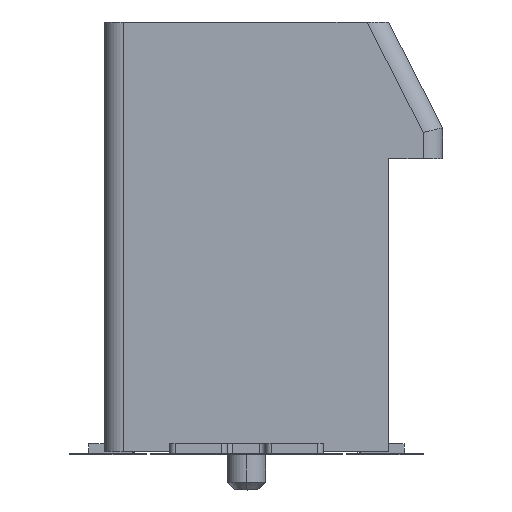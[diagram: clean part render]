
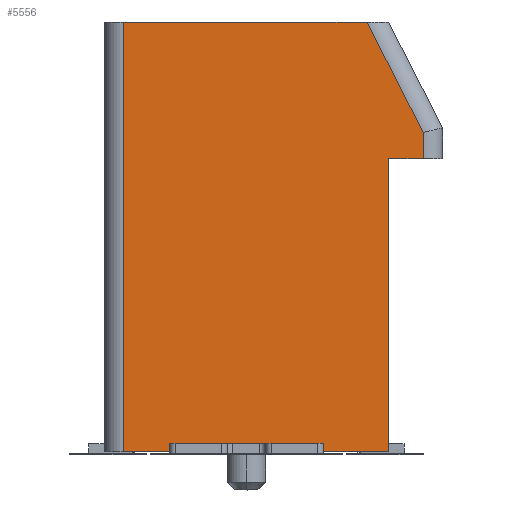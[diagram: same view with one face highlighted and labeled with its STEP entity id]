
A CAD part, left-side view. The second image highlights one B-rep face of the part: STEP entity #5556.
In plain terms, the highlighted planar face has unit normal (-1, 0, 0).
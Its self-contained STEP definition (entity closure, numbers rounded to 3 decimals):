
#5556=ADVANCED_FACE('',(#8209),#6910,.F.);
#6910=PLANE('',#28518);
#8209=FACE_OUTER_BOUND('',#9625,.T.);
#9625=EDGE_LOOP('',(#12199,#12200,#12201,#12202,#12203,#12204,#12205,#12206,
#12207,#12208,#12209));
#12199=ORIENTED_EDGE('',*,*,#20038,.F.);
#12200=ORIENTED_EDGE('',*,*,#19500,.T.);
#12201=ORIENTED_EDGE('',*,*,#19472,.T.);
#12202=ORIENTED_EDGE('',*,*,#20039,.F.);
#12203=ORIENTED_EDGE('',*,*,#20040,.T.);
#12204=ORIENTED_EDGE('',*,*,#20041,.T.);
#12205=ORIENTED_EDGE('',*,*,#19377,.T.);
#12206=ORIENTED_EDGE('',*,*,#20037,.T.);
#12207=ORIENTED_EDGE('',*,*,#19517,.T.);
#12208=ORIENTED_EDGE('',*,*,#20042,.T.);
#12209=ORIENTED_EDGE('',*,*,#20043,.F.);
#17249=VERTEX_POINT('',#36248);
#17250=VERTEX_POINT('',#36250);
#17324=VERTEX_POINT('',#36423);
#17325=VERTEX_POINT('',#36425);
#17346=VERTEX_POINT('',#36475);
#17362=VERTEX_POINT('',#36507);
#17363=VERTEX_POINT('',#36509);
#17743=VERTEX_POINT('',#37633);
#17744=VERTEX_POINT('',#37635);
#17745=VERTEX_POINT('',#37637);
#17746=VERTEX_POINT('',#37640);
#19377=EDGE_CURVE('',#17250,#17249,#22505,.T.);
#19472=EDGE_CURVE('',#17325,#17324,#22599,.T.);
#19500=EDGE_CURVE('',#17346,#17325,#22627,.T.);
#19517=EDGE_CURVE('',#17363,#17362,#22638,.T.);
#20037=EDGE_CURVE('',#17249,#17363,#23085,.T.);
#20038=EDGE_CURVE('',#17346,#17743,#23086,.T.);
#20039=EDGE_CURVE('',#17744,#17324,#23087,.T.);
#20040=EDGE_CURVE('',#17744,#17745,#23088,.T.);
#20041=EDGE_CURVE('',#17745,#17250,#23089,.T.);
#20042=EDGE_CURVE('',#17362,#17746,#23090,.T.);
#20043=EDGE_CURVE('',#17743,#17746,#23091,.T.);
#22505=LINE('',#36249,#25449);
#22599=LINE('',#36424,#25543);
#22627=LINE('',#36474,#25571);
#22638=LINE('',#36508,#25582);
#23085=LINE('',#37630,#26030);
#23086=LINE('',#37632,#26031);
#23087=LINE('',#37634,#26032);
#23088=LINE('',#37636,#26033);
#23089=LINE('',#37638,#26034);
#23090=LINE('',#37639,#26035);
#23091=LINE('',#37641,#26036);
#25449=VECTOR('',#30084,1.);
#25543=VECTOR('',#30190,1.);
#25571=VECTOR('',#30220,1.);
#25582=VECTOR('',#30243,1.);
#26030=VECTOR('',#31125,1.);
#26031=VECTOR('',#31128,1.);
#26032=VECTOR('',#31129,1.);
#26033=VECTOR('',#31130,1.);
#26034=VECTOR('',#31131,1.);
#26035=VECTOR('',#31132,1.);
#26036=VECTOR('',#31133,1.);
#28518=AXIS2_PLACEMENT_3D('',#37642,#31134,#31135);
#30084=DIRECTION('',(0.,1.,0.));
#30190=DIRECTION('',(0.,0.,1.));
#30220=DIRECTION('',(0.,-1.,0.));
#30243=DIRECTION('',(0.,-1.,0.));
#31125=DIRECTION('',(0.,0.,-1.));
#31128=DIRECTION('',(0.,0.,1.));
#31129=DIRECTION('',(0.,1.,0.));
#31130=DIRECTION('',(0.,0.,1.));
#31131=DIRECTION('',(0.,0.454,0.891));
#31132=DIRECTION('',(0.,0.,1.));
#31133=DIRECTION('',(0.,1.,0.));
#31134=DIRECTION('',(1.,0.,0.));
#31135=DIRECTION('',(0.,-1.,0.));
#36248=CARTESIAN_POINT('',(-44.5,3.9,11.326));
#36249=CARTESIAN_POINT('',(-44.5,-2.439,11.326));
#36250=CARTESIAN_POINT('',(-44.5,-2.439,11.326));
#36423=CARTESIAN_POINT('',(-44.5,-3.,7.776));
#36424=CARTESIAN_POINT('',(-44.5,-3.,0.156));
#36425=CARTESIAN_POINT('',(-44.5,-3.,0.156));
#36474=CARTESIAN_POINT('',(-44.5,-1.3,0.156));
#36475=CARTESIAN_POINT('',(-44.5,-1.3,0.156));
#36507=CARTESIAN_POINT('',(-44.5,2.7,0.156));
#36508=CARTESIAN_POINT('',(-44.5,3.9,0.156));
#36509=CARTESIAN_POINT('',(-44.5,3.9,0.156));
#37630=CARTESIAN_POINT('',(-44.5,3.9,11.326));
#37632=CARTESIAN_POINT('',(-44.5,-1.3,0.156));
#37633=CARTESIAN_POINT('',(-44.5,-1.3,0.376));
#37634=CARTESIAN_POINT('',(-44.5,-3.9,7.776));
#37635=CARTESIAN_POINT('',(-44.5,-3.9,7.776));
#37636=CARTESIAN_POINT('',(-44.5,-3.9,7.776));
#37637=CARTESIAN_POINT('',(-44.5,-3.9,8.456));
#37638=CARTESIAN_POINT('',(-44.5,-3.9,8.456));
#37639=CARTESIAN_POINT('',(-44.5,2.7,0.156));
#37640=CARTESIAN_POINT('',(-44.5,2.7,0.376));
#37641=CARTESIAN_POINT('',(-44.5,-1.3,0.376));
#37642=CARTESIAN_POINT('',(-44.5,0.,5.741));
